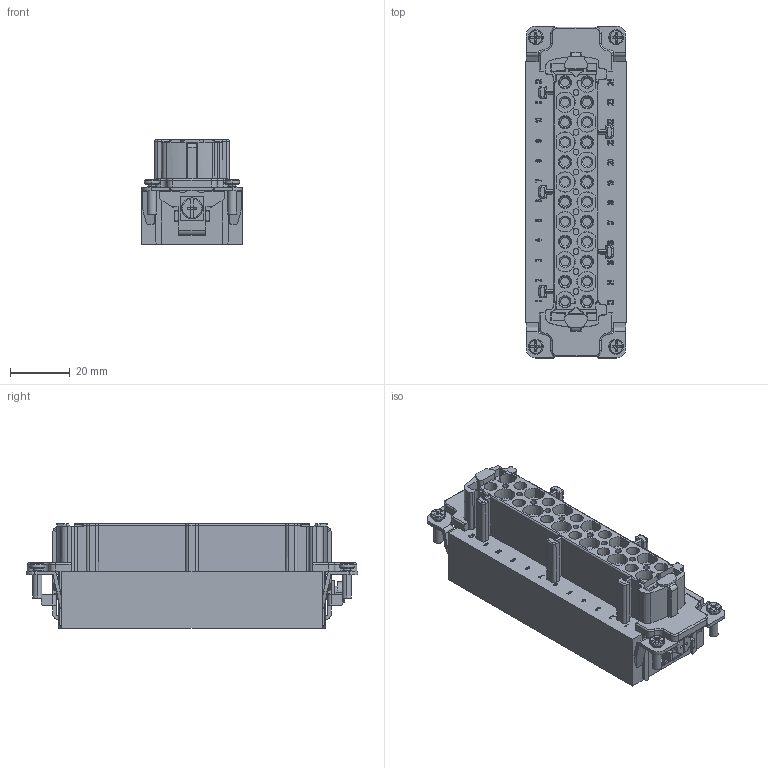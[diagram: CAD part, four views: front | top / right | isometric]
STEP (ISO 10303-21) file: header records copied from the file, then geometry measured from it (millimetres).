
FILE_DESCRIPTION((''),'2;1');
FILE_NAME('HE-024-FS_11','2017-07-14T',('tl.yang'),(''),'PRO/ENGINEER BY PARAMETRIC TECHNOLOGY CORPORATION, 2011500','PRO/ENGINEER BY PARAMETRIC TECHNOLOGY CORPORATION, 2011500','');
FILE_SCHEMA(('CONFIG_CONTROL_DESIGN'));
Products named in the file (1): HE-024-FS_11
Bounding box: 33.9 x 111.6 x 35.2 mm (x, y, z)
Volume: 75548.2 mm3; surface area: 28351.1 mm2
Topology: 1 solids, 1 shells, 3559 faces, 9862 edges, 6539 vertices
Faces by surface type: plane 2952, cylinder 345, cone 186, bspline 58, torus 18
Entity records: 114457 total; most frequent: CARTESIAN_POINT 22898, ORIENTED_EDGE 19724, DIRECTION 17667, EDGE_CURVE 9862, VECTOR 8527, LINE 8527, VERTEX_POINT 6539, AXIS2_PLACEMENT_3D 4570
